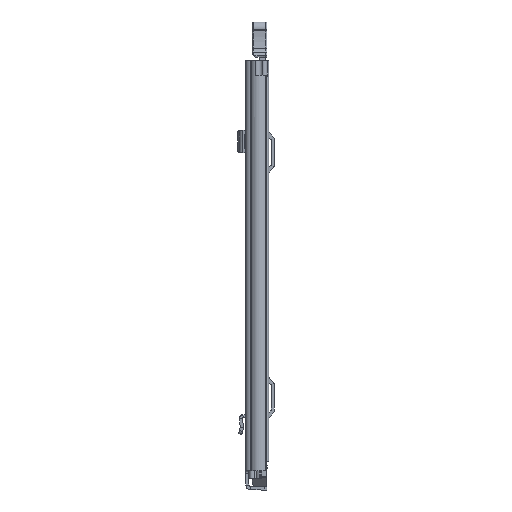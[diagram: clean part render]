
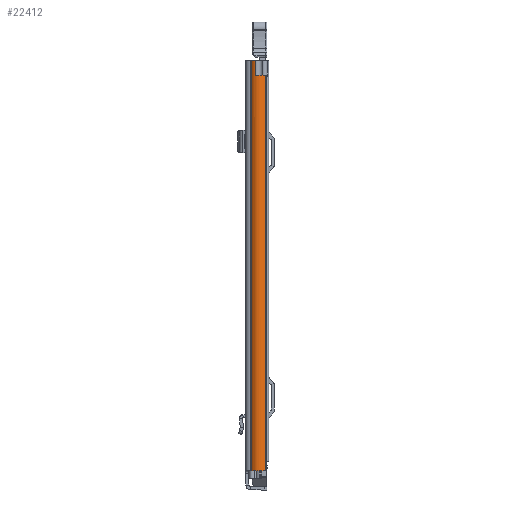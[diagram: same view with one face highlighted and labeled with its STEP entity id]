
A CAD part, front view. The second image highlights one B-rep face of the part: STEP entity #22412.
In plain terms, the highlighted cylindrical face has radius 7.6 mm (diameter 15.2 mm), a partial arc.
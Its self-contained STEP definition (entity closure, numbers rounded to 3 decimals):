
#122 = CARTESIAN_POINT ( 'NONE',  ( 10.602, -30.5, -12.2 ) ) ;
#313 = VERTEX_POINT ( 'NONE', #36691 ) ;
#626 = EDGE_CURVE ( 'NONE', #34033, #33512, #32042, .T. ) ;
#1108 = ORIENTED_EDGE ( 'NONE', *, *, #33758, .T. ) ;
#1151 = AXIS2_PLACEMENT_3D ( 'NONE', #122, #2964, #36994 ) ;
#1414 = EDGE_CURVE ( 'NONE', #33512, #20578, #23043, .T. ) ;
#2964 = DIRECTION ( 'NONE',  ( 0., 0., 1. ) ) ;
#3109 = FACE_OUTER_BOUND ( 'NONE', #32779, .T. ) ;
#3999 = VERTEX_POINT ( 'NONE', #32960 ) ;
#5331 = CARTESIAN_POINT ( 'NONE',  ( 16.488, -35.307, -339.6 ) ) ;
#6222 = DIRECTION ( 'NONE',  ( 0., 0., 1. ) ) ;
#6494 = ORIENTED_EDGE ( 'NONE', *, *, #27055, .T. ) ;
#6692 = ORIENTED_EDGE ( 'NONE', *, *, #1414, .T. ) ;
#6721 = DIRECTION ( 'NONE',  ( 1., 0., 0. ) ) ;
#8891 = CARTESIAN_POINT ( 'NONE',  ( 5.244, -35.891, -355.6 ) ) ;
#10318 = AXIS2_PLACEMENT_3D ( 'NONE', #29332, #32335, #6721 ) ;
#11253 = AXIS2_PLACEMENT_3D ( 'NONE', #25214, #33602, #28521 ) ;
#11695 = CYLINDRICAL_SURFACE ( 'NONE', #11253, 7.6 ) ;
#11983 = ORIENTED_EDGE ( 'NONE', *, *, #31720, .F. ) ;
#13758 = DIRECTION ( 'NONE',  ( 0., 0., 1. ) ) ;
#15414 = VECTOR ( 'NONE', #13758, 1000. ) ;
#16501 = CARTESIAN_POINT ( 'NONE',  ( 8.413, -37.778, -355.6 ) ) ;
#17276 = CIRCLE ( 'NONE', #1151, 7.6 ) ;
#19068 = CARTESIAN_POINT ( 'NONE',  ( 10.602, -30.5, -339.6 ) ) ;
#19414 = CARTESIAN_POINT ( 'NONE',  ( 5.244, -35.891, -339.6 ) ) ;
#19415 = CARTESIAN_POINT ( 'NONE',  ( 5.244, -35.891, 0. ) ) ;
#20578 = VERTEX_POINT ( 'NONE', #25986 ) ;
#20818 = CARTESIAN_POINT ( 'NONE',  ( 16.488, -35.307, -355.6 ) ) ;
#22123 = VECTOR ( 'NONE', #30702, 1000. ) ;
#22412 = ADVANCED_FACE ( 'NONE', ( #3109 ), #11695, .T. ) ;
#23043 = LINE ( 'NONE', #20818, #36861 ) ;
#25138 = LINE ( 'NONE', #16501, #22123 ) ;
#25214 = CARTESIAN_POINT ( 'NONE',  ( 10.602, -30.5, -355.6 ) ) ;
#25373 = LINE ( 'NONE', #8891, #15414 ) ;
#25986 = CARTESIAN_POINT ( 'NONE',  ( 16.488, -35.307, -12.2 ) ) ;
#26739 = VERTEX_POINT ( 'NONE', #19415 ) ;
#27055 = EDGE_CURVE ( 'NONE', #3999, #26739, #32407, .T. ) ;
#27673 = DIRECTION ( 'NONE',  ( 1., 0., 0. ) ) ;
#28521 = DIRECTION ( 'NONE',  ( 1., 0., 0. ) ) ;
#29332 = CARTESIAN_POINT ( 'NONE',  ( 10.602, -30.5, 0. ) ) ;
#30243 = AXIS2_PLACEMENT_3D ( 'NONE', #19068, #33113, #27673 ) ;
#30457 = ORIENTED_EDGE ( 'NONE', *, *, #626, .T. ) ;
#30702 = DIRECTION ( 'NONE',  ( 0., 0., 1. ) ) ;
#31128 = EDGE_CURVE ( 'NONE', #34033, #26739, #25373, .T. ) ;
#31720 = EDGE_CURVE ( 'NONE', #313, #20578, #17276, .T. ) ;
#32042 = CIRCLE ( 'NONE', #30243, 7.6 ) ;
#32335 = DIRECTION ( 'NONE',  ( 0., 0., -1. ) ) ;
#32407 = CIRCLE ( 'NONE', #10318, 7.6 ) ;
#32779 = EDGE_LOOP ( 'NONE', ( #30457, #6692, #11983, #1108, #6494, #34328 ) ) ;
#32960 = CARTESIAN_POINT ( 'NONE',  ( 8.413, -37.778, 0. ) ) ;
#33113 = DIRECTION ( 'NONE',  ( 0., 0., 1. ) ) ;
#33512 = VERTEX_POINT ( 'NONE', #5331 ) ;
#33602 = DIRECTION ( 'NONE',  ( 0., 0., 1. ) ) ;
#33758 = EDGE_CURVE ( 'NONE', #313, #3999, #25138, .T. ) ;
#34033 = VERTEX_POINT ( 'NONE', #19414 ) ;
#34328 = ORIENTED_EDGE ( 'NONE', *, *, #31128, .F. ) ;
#36691 = CARTESIAN_POINT ( 'NONE',  ( 8.413, -37.778, -12.2 ) ) ;
#36861 = VECTOR ( 'NONE', #6222, 1000. ) ;
#36994 = DIRECTION ( 'NONE',  ( 1., 0., 0. ) ) ;
